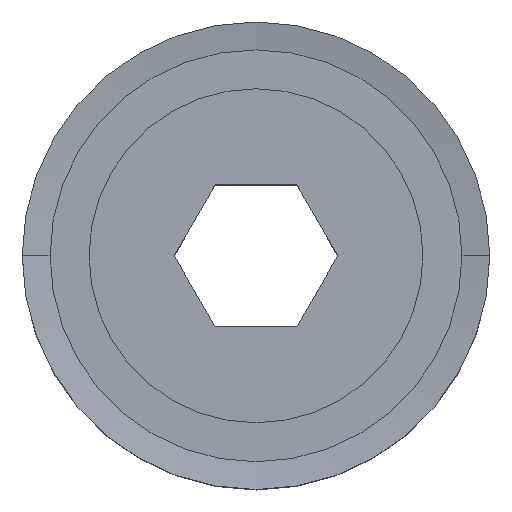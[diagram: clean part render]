
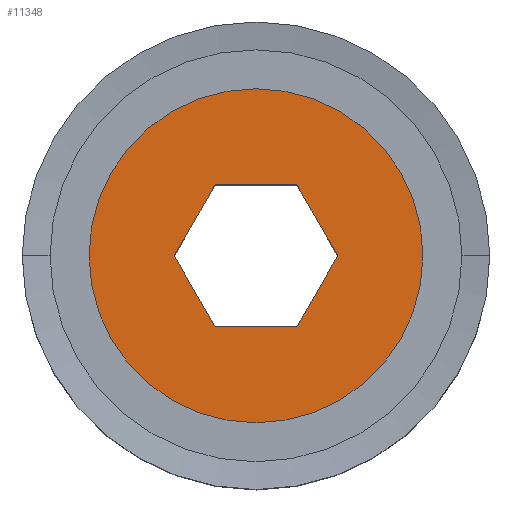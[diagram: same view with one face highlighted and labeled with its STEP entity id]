
A CAD part, top view. The second image highlights one B-rep face of the part: STEP entity #11348.
In plain terms, the highlighted planar face has unit normal (0, 0, 1).
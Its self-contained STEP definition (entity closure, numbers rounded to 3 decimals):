
#638 = CIRCLE ( 'NONE', #2115, 15. ) ;
#1159 = EDGE_CURVE ( 'NONE', #6809, #16675, #2301, .T. ) ;
#1331 = ORIENTED_EDGE ( 'NONE', *, *, #11800, .F. ) ;
#1554 = DIRECTION ( 'NONE',  ( 0.5, 0.866, 0. ) ) ;
#1601 = ORIENTED_EDGE ( 'NONE', *, *, #1668, .F. ) ;
#1668 = EDGE_CURVE ( 'NONE', #13435, #8398, #6517, .T. ) ;
#1689 = ORIENTED_EDGE ( 'NONE', *, *, #5871, .T. ) ;
#1702 = VECTOR ( 'NONE', #10870, 1000. ) ;
#1871 = DIRECTION ( 'NONE',  ( -0.5, -0.866, 0. ) ) ;
#2115 = AXIS2_PLACEMENT_3D ( 'NONE', #8977, #7733, #14462 ) ;
#2301 = LINE ( 'NONE', #16875, #2525 ) ;
#2494 = CARTESIAN_POINT ( 'NONE',  ( -3.675, -6.365, 11. ) ) ;
#2525 = VECTOR ( 'NONE', #1554, 1000. ) ;
#2615 = FACE_BOUND ( 'NONE', #5294, .T. ) ;
#3608 = VECTOR ( 'NONE', #15489, 1000. ) ;
#4569 = DIRECTION ( 'NONE',  ( -0.5, 0.866, 0. ) ) ;
#4608 = LINE ( 'NONE', #11589, #6808 ) ;
#5294 = EDGE_LOOP ( 'NONE', ( #7983, #17381, #1601, #15510, #17133, #1331 ) ) ;
#5694 = ORIENTED_EDGE ( 'NONE', *, *, #6317, .T. ) ;
#5861 = LINE ( 'NONE', #17239, #17864 ) ;
#5871 = EDGE_CURVE ( 'NONE', #11739, #10557, #8163, .T. ) ;
#5962 = FACE_OUTER_BOUND ( 'NONE', #17547, .T. ) ;
#6317 = EDGE_CURVE ( 'NONE', #10557, #11739, #638, .T. ) ;
#6511 = EDGE_CURVE ( 'NONE', #8398, #6809, #10098, .T. ) ;
#6517 = LINE ( 'NONE', #7145, #3608 ) ;
#6808 = VECTOR ( 'NONE', #4569, 1000. ) ;
#6809 = VERTEX_POINT ( 'NONE', #17358 ) ;
#6940 = CARTESIAN_POINT ( 'NONE',  ( 15., 0., 11. ) ) ;
#7145 = CARTESIAN_POINT ( 'NONE',  ( -5.512, -3.183, 11. ) ) ;
#7733 = DIRECTION ( 'NONE',  ( 0., 0., 1. ) ) ;
#7961 = CARTESIAN_POINT ( 'NONE',  ( -7.35, 0., 11. ) ) ;
#7983 = ORIENTED_EDGE ( 'NONE', *, *, #1159, .F. ) ;
#8163 = CIRCLE ( 'NONE', #12147, 15. ) ;
#8398 = VERTEX_POINT ( 'NONE', #2494 ) ;
#8516 = CARTESIAN_POINT ( 'NONE',  ( 3.675, 6.365, 11. ) ) ;
#8977 = CARTESIAN_POINT ( 'NONE',  ( 0., 0., 11. ) ) ;
#9012 = EDGE_CURVE ( 'NONE', #10139, #13435, #5861, .T. ) ;
#9424 = CARTESIAN_POINT ( 'NONE',  ( 7.35, 0., 11. ) ) ;
#10032 = CARTESIAN_POINT ( 'NONE',  ( 0., 0., 11. ) ) ;
#10098 = LINE ( 'NONE', #16700, #1702 ) ;
#10139 = VERTEX_POINT ( 'NONE', #10790 ) ;
#10261 = CARTESIAN_POINT ( 'NONE',  ( 0., 6.365, 11. ) ) ;
#10557 = VERTEX_POINT ( 'NONE', #17394 ) ;
#10790 = CARTESIAN_POINT ( 'NONE',  ( -3.675, 6.365, 11. ) ) ;
#10870 = DIRECTION ( 'NONE',  ( 1., 0., 0. ) ) ;
#11306 = DIRECTION ( 'NONE',  ( 0., 0., 1. ) ) ;
#11348 = ADVANCED_FACE ( 'NONE', ( #2615, #5962 ), #15908, .T. ) ;
#11589 = CARTESIAN_POINT ( 'NONE',  ( 5.512, 3.183, 11. ) ) ;
#11739 = VERTEX_POINT ( 'NONE', #6940 ) ;
#11800 = EDGE_CURVE ( 'NONE', #16675, #16272, #4608, .T. ) ;
#12089 = AXIS2_PLACEMENT_3D ( 'NONE', #14519, #11306, #14402 ) ;
#12147 = AXIS2_PLACEMENT_3D ( 'NONE', #10032, #15601, #14280 ) ;
#12185 = VECTOR ( 'NONE', #14752, 1000. ) ;
#13435 = VERTEX_POINT ( 'NONE', #7961 ) ;
#14280 = DIRECTION ( 'NONE',  ( 1., 0., 0. ) ) ;
#14402 = DIRECTION ( 'NONE',  ( 1., 0., 0. ) ) ;
#14462 = DIRECTION ( 'NONE',  ( 1., 0., 0. ) ) ;
#14519 = CARTESIAN_POINT ( 'NONE',  ( 0., 0., 11. ) ) ;
#14752 = DIRECTION ( 'NONE',  ( -1., 0., 0. ) ) ;
#14941 = EDGE_CURVE ( 'NONE', #16272, #10139, #15424, .T. ) ;
#15424 = LINE ( 'NONE', #10261, #12185 ) ;
#15489 = DIRECTION ( 'NONE',  ( 0.5, -0.866, 0. ) ) ;
#15510 = ORIENTED_EDGE ( 'NONE', *, *, #9012, .F. ) ;
#15601 = DIRECTION ( 'NONE',  ( 0., 0., 1. ) ) ;
#15908 = PLANE ( 'NONE',  #12089 ) ;
#16272 = VERTEX_POINT ( 'NONE', #8516 ) ;
#16675 = VERTEX_POINT ( 'NONE', #9424 ) ;
#16700 = CARTESIAN_POINT ( 'NONE',  ( 0., -6.365, 11. ) ) ;
#16875 = CARTESIAN_POINT ( 'NONE',  ( 5.512, -3.182, 11. ) ) ;
#17133 = ORIENTED_EDGE ( 'NONE', *, *, #14941, .F. ) ;
#17239 = CARTESIAN_POINT ( 'NONE',  ( -5.512, 3.182, 11. ) ) ;
#17358 = CARTESIAN_POINT ( 'NONE',  ( 3.675, -6.365, 11. ) ) ;
#17381 = ORIENTED_EDGE ( 'NONE', *, *, #6511, .F. ) ;
#17394 = CARTESIAN_POINT ( 'NONE',  ( -15., 0., 11. ) ) ;
#17547 = EDGE_LOOP ( 'NONE', ( #1689, #5694 ) ) ;
#17864 = VECTOR ( 'NONE', #1871, 1000. ) ;
